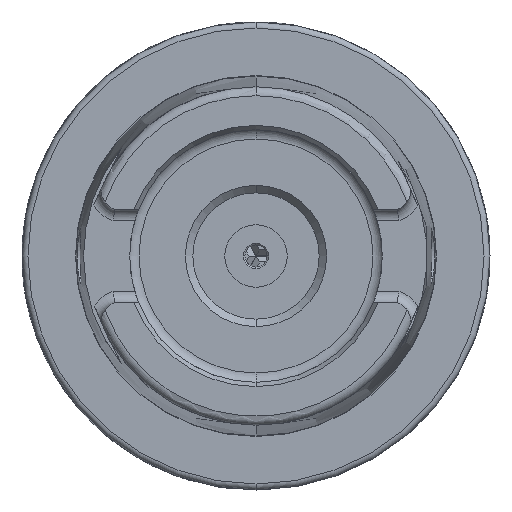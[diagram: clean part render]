
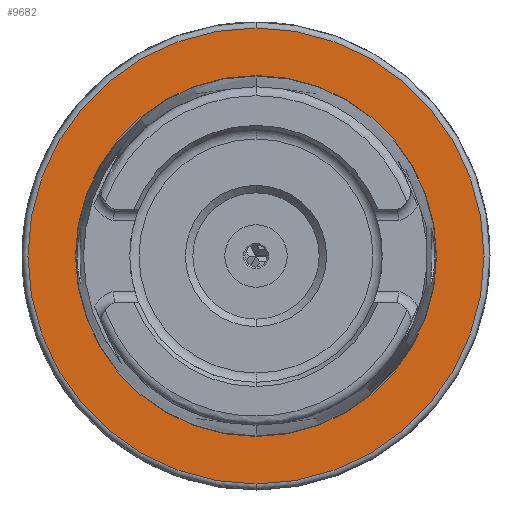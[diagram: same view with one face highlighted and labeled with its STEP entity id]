
A CAD part, front view. The second image highlights one B-rep face of the part: STEP entity #9682.
In plain terms, the highlighted planar face has unit normal (0, -1, 0).
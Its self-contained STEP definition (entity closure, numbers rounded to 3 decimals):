
#2790 = FACE_BOUND ( 'NONE', #21973, .T. ) ;
#4620 = DIRECTION ( 'NONE',  ( 0., -1., 0. ) ) ;
#5032 = CARTESIAN_POINT ( 'NONE',  ( 0., 32., 0. ) ) ;
#5652 = CIRCLE ( 'NONE', #36135, 24.3 ) ;
#5957 = CARTESIAN_POINT ( 'NONE',  ( 0., 32., 0. ) ) ;
#6608 = CARTESIAN_POINT ( 'NONE',  ( 0., 32., -24.3 ) ) ;
#8190 = DIRECTION ( 'NONE',  ( 0., 0., -1. ) ) ;
#8535 = EDGE_LOOP ( 'NONE', ( #21002, #36319 ) ) ;
#9682 = ADVANCED_FACE ( 'NONE', ( #2790, #17419 ), #30971, .T. ) ;
#9857 = VERTEX_POINT ( 'NONE', #29648 ) ;
#10177 = AXIS2_PLACEMENT_3D ( 'NONE', #5957, #4620, #34086 ) ;
#10190 = CARTESIAN_POINT ( 'NONE',  ( 0., 32., 0. ) ) ;
#10826 = AXIS2_PLACEMENT_3D ( 'NONE', #10190, #32050, #13348 ) ;
#11315 = AXIS2_PLACEMENT_3D ( 'NONE', #37199, #18499, #40334 ) ;
#11492 = CARTESIAN_POINT ( 'NONE',  ( 0., 32., 24.3 ) ) ;
#12863 = VERTEX_POINT ( 'NONE', #16229 ) ;
#13348 = DIRECTION ( 'NONE',  ( 0., 0., 1. ) ) ;
#13745 = CARTESIAN_POINT ( 'NONE',  ( 0., 32., 0. ) ) ;
#16229 = CARTESIAN_POINT ( 'NONE',  ( 0., 32., -30.7 ) ) ;
#16870 = DIRECTION ( 'NONE',  ( 0., 0., -1. ) ) ;
#17419 = FACE_OUTER_BOUND ( 'NONE', #8535, .T. ) ;
#18499 = DIRECTION ( 'NONE',  ( 0., 1., 0. ) ) ;
#18521 = CIRCLE ( 'NONE', #26662, 24.3 ) ;
#20109 = CIRCLE ( 'NONE', #11315, 30.7 ) ;
#21002 = ORIENTED_EDGE ( 'NONE', *, *, #23702, .F. ) ;
#21973 = EDGE_LOOP ( 'NONE', ( #23164, #25977 ) ) ;
#22221 = EDGE_CURVE ( 'NONE', #12863, #9857, #20109, .T. ) ;
#23164 = ORIENTED_EDGE ( 'NONE', *, *, #30177, .T. ) ;
#23702 = EDGE_CURVE ( 'NONE', #9857, #12863, #29914, .T. ) ;
#25977 = ORIENTED_EDGE ( 'NONE', *, *, #39780, .T. ) ;
#26662 = AXIS2_PLACEMENT_3D ( 'NONE', #5032, #26861, #8190 ) ;
#26861 = DIRECTION ( 'NONE',  ( 0., 1., 0. ) ) ;
#29648 = CARTESIAN_POINT ( 'NONE',  ( 0., 32., 30.7 ) ) ;
#29914 = CIRCLE ( 'NONE', #10826, 30.7 ) ;
#30177 = EDGE_CURVE ( 'NONE', #36046, #38081, #5652, .T. ) ;
#30971 = PLANE ( 'NONE',  #10177 ) ;
#32050 = DIRECTION ( 'NONE',  ( 0., 1., 0. ) ) ;
#34086 = DIRECTION ( 'NONE',  ( 0., 0., -1. ) ) ;
#35570 = DIRECTION ( 'NONE',  ( 0., 1., 0. ) ) ;
#36046 = VERTEX_POINT ( 'NONE', #6608 ) ;
#36135 = AXIS2_PLACEMENT_3D ( 'NONE', #13745, #35570, #16870 ) ;
#36319 = ORIENTED_EDGE ( 'NONE', *, *, #22221, .F. ) ;
#37199 = CARTESIAN_POINT ( 'NONE',  ( 0., 32., 0. ) ) ;
#38081 = VERTEX_POINT ( 'NONE', #11492 ) ;
#39780 = EDGE_CURVE ( 'NONE', #38081, #36046, #18521, .T. ) ;
#40334 = DIRECTION ( 'NONE',  ( 0., 0., 1. ) ) ;
